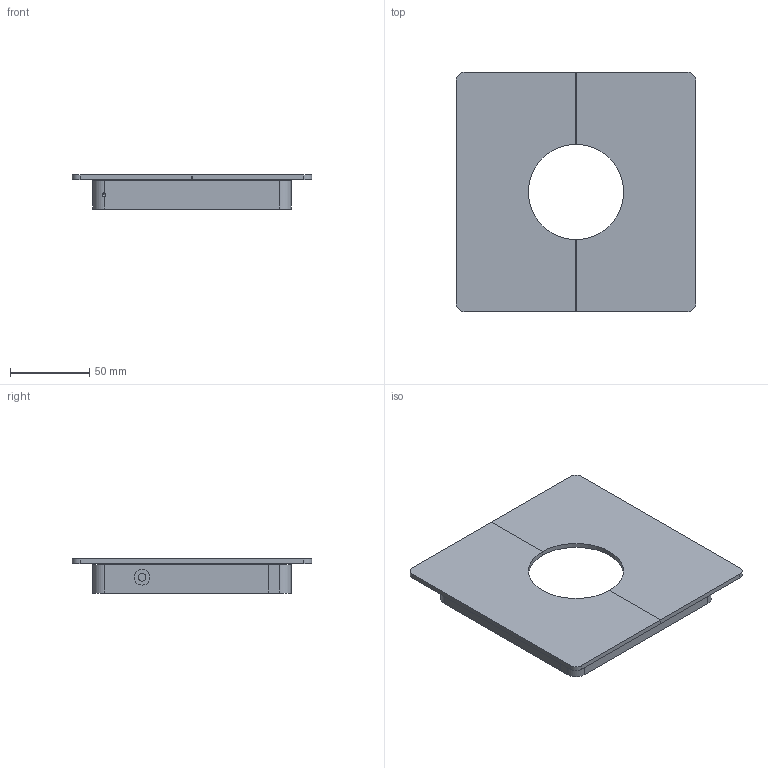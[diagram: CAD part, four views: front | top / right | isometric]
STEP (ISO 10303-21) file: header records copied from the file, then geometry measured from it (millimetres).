
FILE_DESCRIPTION(/* description */ (''),/* implementation_level */ '2;1');
FILE_NAME(/* name */ 'TinyPurge.stp',/* time_stamp */ '',/* author */ (''),/* organization */ (''),/* preprocessor_version */ '',/* originating_system */ '',/* authorisation */ '');
FILE_SCHEMA (('AUTOMOTIVE_DESIGN { 1 0 10303 214 3 1 1 }'));
Length unit declared in the file: millimetre
Products named in the file (7): HyperionPurge; PCL_bracket_1; PCL_bracket_2; Ball_Transfer_Unit_M2; Magnet_R622CS; PCL_cover_v1; Magnet_Cyl0050
Assembly tree (22 placements, depth 2):
  HyperionPurge
    PCL_bracket_1
    Ball_Transfer_Unit_M2  x6
    PCL_bracket_2
    Magnet_R622CS  x4
    PCL_cover_v1  x2
    Magnet_Cyl0050  x8
Bounding box: 151 x 151 x 21.5 mm (x, y, z)
Volume: 167034.9 mm3; surface area: 78528 mm2
Topology: 28 solids, 28 shells, 216 faces, 423 edges, 274 vertices
Faces by surface type: plane 91, cylinder 87, cone 26, sphere 12
Full cylindrical faces by diameter (mm): 1.5 x20, 1.567 x6, 2 x6, 2.459 x4, 3.175 x4, 4.8 x12, 4.917 x1, 7.95 x1, 8 x6, 8.5 x6, 9.525 x4, 10 x5
Entity records: 3313 total; most frequent: DIRECTION 578, CARTESIAN_POINT 545, ORIENTED_EDGE 428, AXIS2_PLACEMENT_3D 234, EDGE_CURVE 214, EDGE_LOOP 146, VERTEX_POINT 146, LINE 110
